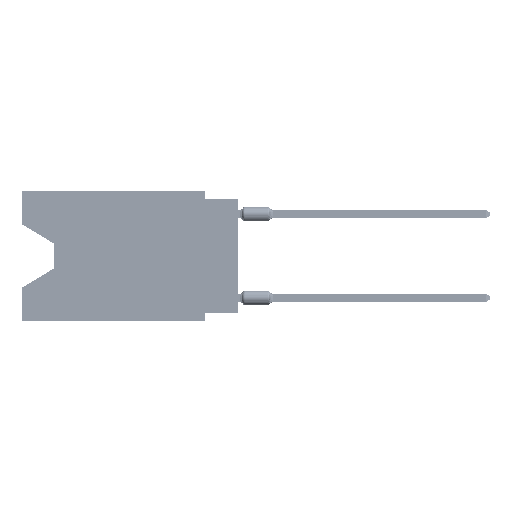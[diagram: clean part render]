
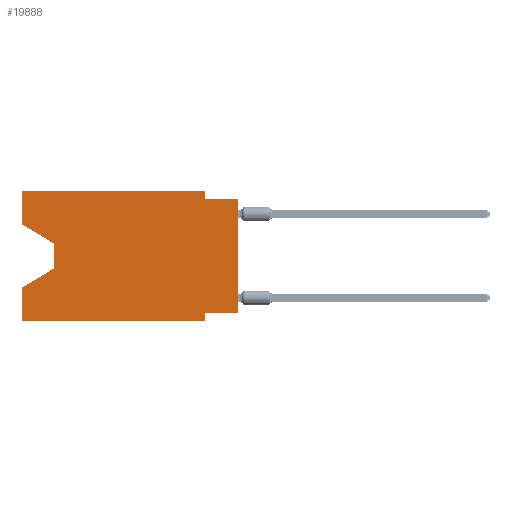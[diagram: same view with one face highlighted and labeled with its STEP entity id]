
A CAD part, left-side view. The second image highlights one B-rep face of the part: STEP entity #19888.
In plain terms, the highlighted planar face has unit normal (-1, 0, 0).
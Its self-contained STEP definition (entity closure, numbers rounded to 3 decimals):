
#17 = LINE ( 'NONE', #49551, #53477 ) ;
#641 = VERTEX_POINT ( 'NONE', #17618 ) ;
#2572 = EDGE_CURVE ( 'NONE', #39284, #37950, #41259, .T. ) ;
#2911 = EDGE_CURVE ( 'NONE', #71139, #62206, #15997, .T. ) ;
#2991 = LINE ( 'NONE', #52949, #47642 ) ;
#3466 = CARTESIAN_POINT ( 'NONE',  ( 0., 0., -9.271 ) ) ;
#6357 = CARTESIAN_POINT ( 'NONE',  ( 0., 0., -9.271 ) ) ;
#7847 = LINE ( 'NONE', #75247, #75101 ) ;
#9714 = EDGE_CURVE ( 'NONE', #70139, #61060, #21557, .T. ) ;
#9915 = CARTESIAN_POINT ( 'NONE',  ( 0., 16.383, -2.546 ) ) ;
#10413 = DIRECTION ( 'NONE',  ( 0., 0.855, -0.519 ) ) ;
#10971 = LINE ( 'NONE', #35731, #67136 ) ;
#11174 = VECTOR ( 'NONE', #31406, 1000. ) ;
#12426 = VERTEX_POINT ( 'NONE', #69399 ) ;
#12866 = ORIENTED_EDGE ( 'NONE', *, *, #24895, .F. ) ;
#13517 = VECTOR ( 'NONE', #66024, 1000. ) ;
#14811 = DIRECTION ( 'NONE',  ( 0., 0., -1. ) ) ;
#15546 = VERTEX_POINT ( 'NONE', #71688 ) ;
#15997 = LINE ( 'NONE', #9915, #36886 ) ;
#16490 = CARTESIAN_POINT ( 'NONE',  ( 0., 13.97, -5.893 ) ) ;
#16630 = VECTOR ( 'NONE', #14811, 1000. ) ;
#16840 = VECTOR ( 'NONE', #10413, 1000. ) ;
#17618 = CARTESIAN_POINT ( 'NONE',  ( 0., 16.383, 0. ) ) ;
#18686 = DIRECTION ( 'NONE',  ( 0., -1., 0. ) ) ;
#19343 = EDGE_CURVE ( 'NONE', #71139, #641, #7847, .T. ) ;
#19506 = EDGE_CURVE ( 'NONE', #39284, #61060, #28920, .T. ) ;
#19888 = ADVANCED_FACE ( 'NONE', ( #28829 ), #72260, .F. ) ;
#20557 = ORIENTED_EDGE ( 'NONE', *, *, #19506, .T. ) ;
#20900 = CARTESIAN_POINT ( 'NONE',  ( 0., 13.97, -4.013 ) ) ;
#21155 = CARTESIAN_POINT ( 'NONE',  ( 0., 2.54, -9.906 ) ) ;
#21557 = LINE ( 'NONE', #21155, #23204 ) ;
#22128 = CARTESIAN_POINT ( 'NONE',  ( 0., 13.97, -4.013 ) ) ;
#23204 = VECTOR ( 'NONE', #41035, 1000. ) ;
#24895 = EDGE_CURVE ( 'NONE', #15546, #31610, #17, .T. ) ;
#28829 = FACE_OUTER_BOUND ( 'NONE', #38319, .T. ) ;
#28920 = LINE ( 'NONE', #34619, #33619 ) ;
#28997 = LINE ( 'NONE', #53766, #11174 ) ;
#30999 = ORIENTED_EDGE ( 'NONE', *, *, #62290, .F. ) ;
#31406 = DIRECTION ( 'NONE',  ( 0., 0., -1. ) ) ;
#31441 = ORIENTED_EDGE ( 'NONE', *, *, #66084, .F. ) ;
#31610 = VERTEX_POINT ( 'NONE', #65470 ) ;
#32626 = CARTESIAN_POINT ( 'NONE',  ( 0., 2.54, 0. ) ) ;
#33325 = CARTESIAN_POINT ( 'NONE',  ( 0., 16.383, 0. ) ) ;
#33619 = VECTOR ( 'NONE', #53298, 1000. ) ;
#34619 = CARTESIAN_POINT ( 'NONE',  ( 0., 16.383, -9.906 ) ) ;
#35731 = CARTESIAN_POINT ( 'NONE',  ( 0., 16.383, 0. ) ) ;
#36258 = CARTESIAN_POINT ( 'NONE',  ( 0., 2.54, -9.271 ) ) ;
#36886 = VECTOR ( 'NONE', #54134, 1000. ) ;
#37557 = CARTESIAN_POINT ( 'NONE',  ( 0., 16.383, -2.546 ) ) ;
#37918 = ORIENTED_EDGE ( 'NONE', *, *, #2572, .F. ) ;
#37950 = VERTEX_POINT ( 'NONE', #72530 ) ;
#38112 = ORIENTED_EDGE ( 'NONE', *, *, #39421, .T. ) ;
#38319 = EDGE_LOOP ( 'NONE', ( #78633, #48830, #73182, #37918, #20557, #49686, #52877, #38112, #12866, #30999, #31441, #46896 ) ) ;
#39284 = VERTEX_POINT ( 'NONE', #70810 ) ;
#39421 = EDGE_CURVE ( 'NONE', #45711, #31610, #2991, .T. ) ;
#40654 = EDGE_CURVE ( 'NONE', #62206, #12426, #58236, .T. ) ;
#41035 = DIRECTION ( 'NONE',  ( 0., 0., -1. ) ) ;
#41259 = LINE ( 'NONE', #78195, #13517 ) ;
#42789 = AXIS2_PLACEMENT_3D ( 'NONE', #33325, #64577, #76736 ) ;
#45711 = VERTEX_POINT ( 'NONE', #3466 ) ;
#46896 = ORIENTED_EDGE ( 'NONE', *, *, #19343, .F. ) ;
#47471 = EDGE_CURVE ( 'NONE', #12426, #37950, #72083, .T. ) ;
#47642 = VECTOR ( 'NONE', #60218, 1000. ) ;
#48830 = ORIENTED_EDGE ( 'NONE', *, *, #40654, .T. ) ;
#49551 = CARTESIAN_POINT ( 'NONE',  ( 0., 0., -0.635 ) ) ;
#49686 = ORIENTED_EDGE ( 'NONE', *, *, #9714, .F. ) ;
#52877 = ORIENTED_EDGE ( 'NONE', *, *, #78805, .F. ) ;
#52949 = CARTESIAN_POINT ( 'NONE',  ( 0., 0., 0. ) ) ;
#53298 = DIRECTION ( 'NONE',  ( 0., -1., 0. ) ) ;
#53477 = VECTOR ( 'NONE', #18686, 1000. ) ;
#53766 = CARTESIAN_POINT ( 'NONE',  ( 0., 2.54, 0. ) ) ;
#54134 = DIRECTION ( 'NONE',  ( 0., -0.855, -0.519 ) ) ;
#56262 = LINE ( 'NONE', #6357, #65947 ) ;
#58236 = LINE ( 'NONE', #20900, #16630 ) ;
#60218 = DIRECTION ( 'NONE',  ( 0., 0., 1. ) ) ;
#61060 = VERTEX_POINT ( 'NONE', #69824 ) ;
#62206 = VERTEX_POINT ( 'NONE', #22128 ) ;
#62290 = EDGE_CURVE ( 'NONE', #75864, #15546, #28997, .T. ) ;
#63070 = DIRECTION ( 'NONE',  ( 0., 0., 1. ) ) ;
#64577 = DIRECTION ( 'NONE',  ( 1., 0., 0. ) ) ;
#65470 = CARTESIAN_POINT ( 'NONE',  ( 0., 0., -0.635 ) ) ;
#65947 = VECTOR ( 'NONE', #74940, 1000. ) ;
#66024 = DIRECTION ( 'NONE',  ( 0., 0., 1. ) ) ;
#66084 = EDGE_CURVE ( 'NONE', #641, #75864, #10971, .T. ) ;
#67136 = VECTOR ( 'NONE', #67395, 1000. ) ;
#67395 = DIRECTION ( 'NONE',  ( 0., -1., 0. ) ) ;
#69399 = CARTESIAN_POINT ( 'NONE',  ( 0., 13.97, -5.893 ) ) ;
#69824 = CARTESIAN_POINT ( 'NONE',  ( 0., 2.54, -9.906 ) ) ;
#70139 = VERTEX_POINT ( 'NONE', #36258 ) ;
#70810 = CARTESIAN_POINT ( 'NONE',  ( 0., 16.383, -9.906 ) ) ;
#71139 = VERTEX_POINT ( 'NONE', #37557 ) ;
#71688 = CARTESIAN_POINT ( 'NONE',  ( 0., 2.54, -0.635 ) ) ;
#72083 = LINE ( 'NONE', #16490, #16840 ) ;
#72260 = PLANE ( 'NONE',  #42789 ) ;
#72530 = CARTESIAN_POINT ( 'NONE',  ( 0., 16.383, -7.36 ) ) ;
#73182 = ORIENTED_EDGE ( 'NONE', *, *, #47471, .T. ) ;
#74940 = DIRECTION ( 'NONE',  ( 0., 1., 0. ) ) ;
#75101 = VECTOR ( 'NONE', #63070, 1000. ) ;
#75247 = CARTESIAN_POINT ( 'NONE',  ( 0., 16.383, 0. ) ) ;
#75864 = VERTEX_POINT ( 'NONE', #32626 ) ;
#76736 = DIRECTION ( 'NONE',  ( 0., 0., -1. ) ) ;
#78195 = CARTESIAN_POINT ( 'NONE',  ( 0., 16.383, 0. ) ) ;
#78633 = ORIENTED_EDGE ( 'NONE', *, *, #2911, .T. ) ;
#78805 = EDGE_CURVE ( 'NONE', #45711, #70139, #56262, .T. ) ;
